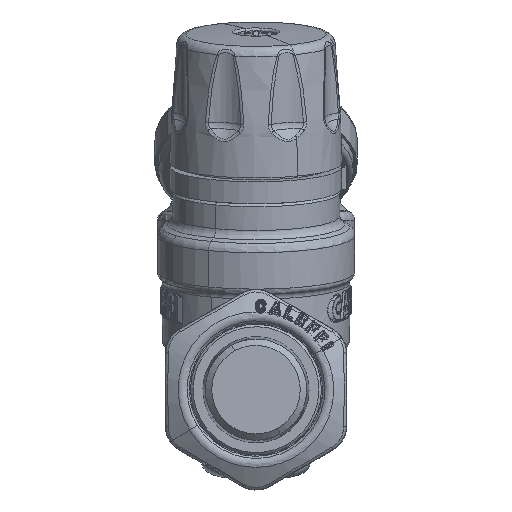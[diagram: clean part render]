
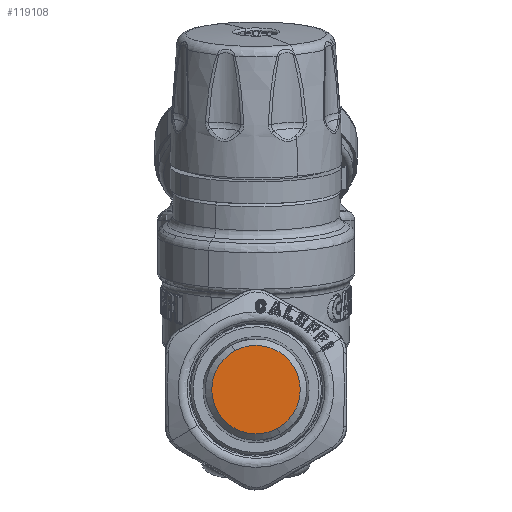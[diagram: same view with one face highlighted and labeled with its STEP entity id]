
A CAD part, front view. The second image highlights one B-rep face of the part: STEP entity #119108.
In plain terms, the highlighted planar face has unit normal (0, -1, 0).
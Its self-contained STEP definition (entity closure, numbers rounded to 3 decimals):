
#119085=CARTESIAN_POINT('Axis2P3D Location',(0.017,-115.111,15.925)) ;
#119090=CARTESIAN_POINT('Axis2P3D Location',(0.017,-115.111,24.887)) ;
#119094=CARTESIAN_POINT('Vertex',(-4.28,-115.111,32.752)) ;
#119096=CARTESIAN_POINT('Vertex',(4.314,-115.111,17.022)) ;
#119099=CARTESIAN_POINT('Axis2P3D Location',(0.017,-115.111,24.887)) ;
#119086=DIRECTION('Axis2P3D Direction',(0.,-1.,0.)) ;
#119087=DIRECTION('Axis2P3D XDirection',(1.,0.,0.)) ;
#119091=DIRECTION('Axis2P3D Direction',(0.,-1.,0.)) ;
#119100=DIRECTION('Axis2P3D Direction',(0.,-1.,0.)) ;
#119088=AXIS2_PLACEMENT_3D('Plane Axis2P3D',#119085,#119086,#119087) ;
#119092=AXIS2_PLACEMENT_3D('Circle Axis2P3D',#119090,#119091,$) ;
#119101=AXIS2_PLACEMENT_3D('Circle Axis2P3D',#119099,#119100,$) ;
#119093=CIRCLE('generated circle',#119092,8.962) ;
#119102=CIRCLE('generated circle',#119101,8.962) ;
#119089=PLANE('',#119088) ;
#119098=EDGE_CURVE('',#119095,#119097,#119093,.T.) ;
#119103=EDGE_CURVE('',#119097,#119095,#119102,.T.) ;
#119105=ORIENTED_EDGE('',*,*,#119098,.T.) ;
#119106=ORIENTED_EDGE('',*,*,#119103,.T.) ;
#119104=EDGE_LOOP('',(#119105,#119106)) ;
#119095=VERTEX_POINT('',#119094) ;
#119097=VERTEX_POINT('',#119096) ;
#119108=ADVANCED_FACE('PartBody',(#119107),#119089,.T.) ;
#119107=FACE_OUTER_BOUND('',#119104,.T.) ;
